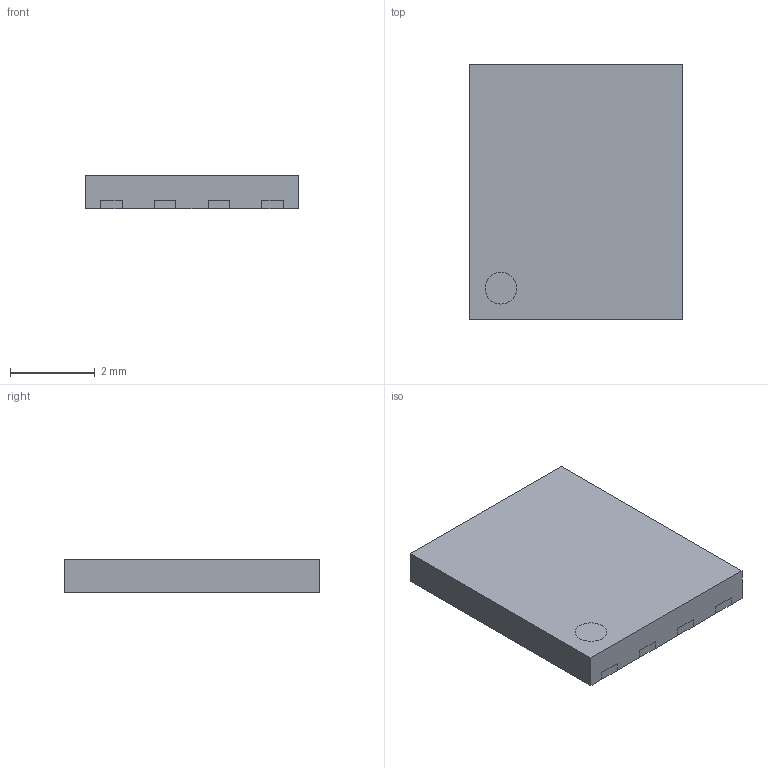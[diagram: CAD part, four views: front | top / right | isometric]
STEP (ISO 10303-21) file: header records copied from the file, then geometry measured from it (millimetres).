
FILE_DESCRIPTION(/* description */ (''),/* implementation_level */ '2;1');
FILE_NAME(/* name */ 'FAIRCHILD_FDMS7608S.stp',/* time_stamp */ '2016-05-25T14:25:24+02:00',/* author */ ('riccim'),/* organization */ ('SolidWorks'),/* preprocessor_version */ 'ST-DEVELOPER v15.5',/* originating_system */ 'AutoCAD Mechanical',/* authorisation */ ' ');
FILE_SCHEMA (('AUTOMOTIVE_DESIGN { 1 0 10303 214 3 1 1 }'));
Length unit declared in the file: millimetre
Products named in the file (1): Product
Bounding box: 5.05 x 6.05 x 0.8 mm (x, y, z)
Volume: 24.4 mm3; surface area: 125.3 mm2
Topology: 10 solids, 10 shells, 117 faces, 282 edges, 190 vertices
Faces by surface type: plane 115, cylinder 2
Full cylindrical faces by diameter (mm): 0.75 x2
Entity records: 3365 total; most frequent: CARTESIAN_POINT 588, ORIENTED_EDGE 560, DIRECTION 520, EDGE_CURVE 280, LINE 276, VECTOR 276, VERTEX_POINT 188, EDGE_LOOP 122
